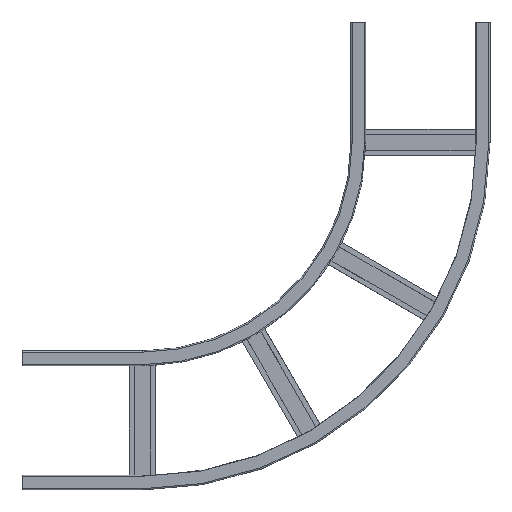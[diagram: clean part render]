
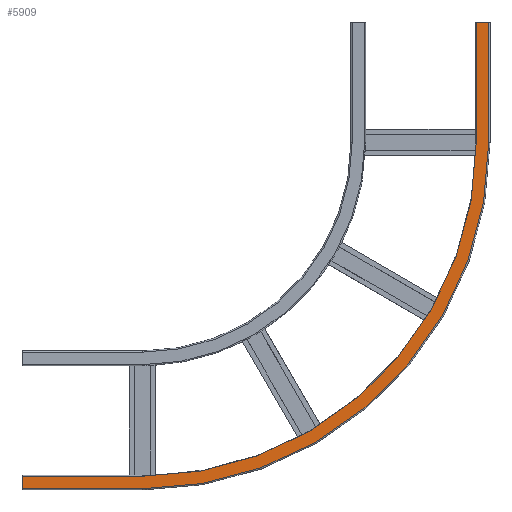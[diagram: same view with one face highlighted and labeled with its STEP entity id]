
A CAD part, front view. The second image highlights one B-rep face of the part: STEP entity #5909.
In plain terms, the highlighted planar face has unit normal (0, -1, 0).
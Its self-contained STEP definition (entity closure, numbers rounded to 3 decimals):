
#314 = CIRCLE ( 'NONE', #4607, 480.2 ) ;
#432 = CIRCLE ( 'NONE', #4627, 498.2 ) ;
#435 = LINE ( 'NONE', #2861, #438 ) ;
#438 = VECTOR ( 'NONE', #2862, 1000. ) ;
#502 = LINE ( 'NONE', #550, #504 ) ;
#503 = LINE ( 'NONE', #556, #506 ) ;
#504 = VECTOR ( 'NONE', #551, 1000. ) ;
#505 = LINE ( 'NONE', #558, #508 ) ;
#506 = VECTOR ( 'NONE', #557, 1000. ) ;
#507 = LINE ( 'NONE', #560, #510 ) ;
#508 = VECTOR ( 'NONE', #559, 1000. ) ;
#509 = LINE ( 'NONE', #562, #1850 ) ;
#510 = VECTOR ( 'NONE', #561, 1000. ) ;
#550 = CARTESIAN_POINT ( 'NONE',  ( -300., -42.93, -653.2 ) ) ;
#551 = DIRECTION ( 'NONE',  ( -1., 0., 0. ) ) ;
#556 = CARTESIAN_POINT ( 'NONE',  ( -473., -42.93, -671.2 ) ) ;
#557 = DIRECTION ( 'NONE',  ( 0., 0., 1. ) ) ;
#558 = CARTESIAN_POINT ( 'NONE',  ( 198.2, -42.93, -173. ) ) ;
#559 = DIRECTION ( 'NONE',  ( 0., 0., 1. ) ) ;
#560 = CARTESIAN_POINT ( 'NONE',  ( 198.2, -42.93, 0. ) ) ;
#561 = DIRECTION ( 'NONE',  ( -1., 0., 0. ) ) ;
#562 = CARTESIAN_POINT ( 'NONE',  ( 180.2, -42.93, -173. ) ) ;
#564 = DIRECTION ( 'NONE',  ( 0., 0., 1. ) ) ;
#819 = CARTESIAN_POINT ( 'NONE',  ( 198.2, -42.93, 0. ) ) ;
#829 = CARTESIAN_POINT ( 'NONE',  ( 180.2, -42.93, 0. ) ) ;
#1322 = CARTESIAN_POINT ( 'NONE',  ( -300., -42.93, -671.2 ) ) ;
#1326 = PLANE ( 'NONE',  #4734 ) ;
#1328 = DIRECTION ( 'NONE',  ( 0., -1., 0. ) ) ;
#1329 = DIRECTION ( 'NONE',  ( 1., 0., 0. ) ) ;
#1850 = VECTOR ( 'NONE', #564, 1000. ) ;
#2060 = EDGE_CURVE ( 'NONE', #4157, #4162, #314, .T. ) ;
#2158 = EDGE_LOOP ( 'NONE', ( #4319, #4320, #4321, #4322, #4323, #4324, #4325, #4326 ) ) ;
#2476 = CARTESIAN_POINT ( 'NONE',  ( -300., -42.93, -173. ) ) ;
#2477 = DIRECTION ( 'NONE',  ( 0., -1., 0. ) ) ;
#2478 = DIRECTION ( 'NONE',  ( 1., 0., 0. ) ) ;
#2755 = CARTESIAN_POINT ( 'NONE',  ( -300., -42.93, -671.2 ) ) ;
#2761 = CARTESIAN_POINT ( 'NONE',  ( -300., -42.93, -653.2 ) ) ;
#2764 = CARTESIAN_POINT ( 'NONE',  ( -473., -42.93, -671.2 ) ) ;
#2766 = CARTESIAN_POINT ( 'NONE',  ( 180.2, -42.93, -173. ) ) ;
#2767 = CARTESIAN_POINT ( 'NONE',  ( 198.2, -42.93, -173. ) ) ;
#2788 = CARTESIAN_POINT ( 'NONE',  ( -473., -42.93, -653.2 ) ) ;
#2854 = CARTESIAN_POINT ( 'NONE',  ( -300., -42.93, -173. ) ) ;
#2855 = DIRECTION ( 'NONE',  ( 0., -1., 0. ) ) ;
#2856 = DIRECTION ( 'NONE',  ( 1., 0., 0. ) ) ;
#2861 = CARTESIAN_POINT ( 'NONE',  ( -300., -42.93, -671.2 ) ) ;
#2862 = DIRECTION ( 'NONE',  ( -1., 0., 0. ) ) ;
#3627 = FACE_OUTER_BOUND ( 'NONE', #2158, .T. ) ;
#4151 = VERTEX_POINT ( 'NONE', #2755 ) ;
#4157 = VERTEX_POINT ( 'NONE', #2761 ) ;
#4160 = VERTEX_POINT ( 'NONE', #2764 ) ;
#4162 = VERTEX_POINT ( 'NONE', #2766 ) ;
#4163 = VERTEX_POINT ( 'NONE', #2767 ) ;
#4184 = VERTEX_POINT ( 'NONE', #2788 ) ;
#4248 = EDGE_CURVE ( 'NONE', #4151, #4163, #432, .T. ) ;
#4251 = EDGE_CURVE ( 'NONE', #4151, #4160, #435, .T. ) ;
#4319 = ORIENTED_EDGE ( 'NONE', *, *, #4767, .F. ) ;
#4320 = ORIENTED_EDGE ( 'NONE', *, *, #4251, .F. ) ;
#4321 = ORIENTED_EDGE ( 'NONE', *, *, #4248, .T. ) ;
#4322 = ORIENTED_EDGE ( 'NONE', *, *, #4768, .T. ) ;
#4323 = ORIENTED_EDGE ( 'NONE', *, *, #4769, .T. ) ;
#4324 = ORIENTED_EDGE ( 'NONE', *, *, #4770, .F. ) ;
#4325 = ORIENTED_EDGE ( 'NONE', *, *, #2060, .F. ) ;
#4326 = ORIENTED_EDGE ( 'NONE', *, *, #4766, .T. ) ;
#4607 = AXIS2_PLACEMENT_3D ( 'NONE', #2476, #2477, #2478 ) ;
#4627 = AXIS2_PLACEMENT_3D ( 'NONE', #2854, #2855, #2856 ) ;
#4734 = AXIS2_PLACEMENT_3D ( 'NONE', #1322, #1328, #1329 ) ;
#4766 = EDGE_CURVE ( 'NONE', #4157, #4184, #502, .T. ) ;
#4767 = EDGE_CURVE ( 'NONE', #4160, #4184, #503, .T. ) ;
#4768 = EDGE_CURVE ( 'NONE', #4163, #4891, #505, .T. ) ;
#4769 = EDGE_CURVE ( 'NONE', #4891, #4894, #507, .T. ) ;
#4770 = EDGE_CURVE ( 'NONE', #4162, #4894, #509, .T. ) ;
#4891 = VERTEX_POINT ( 'NONE', #819 ) ;
#4894 = VERTEX_POINT ( 'NONE', #829 ) ;
#5909 = ADVANCED_FACE ( 'NONE', ( #3627 ), #1326, .T. ) ;
